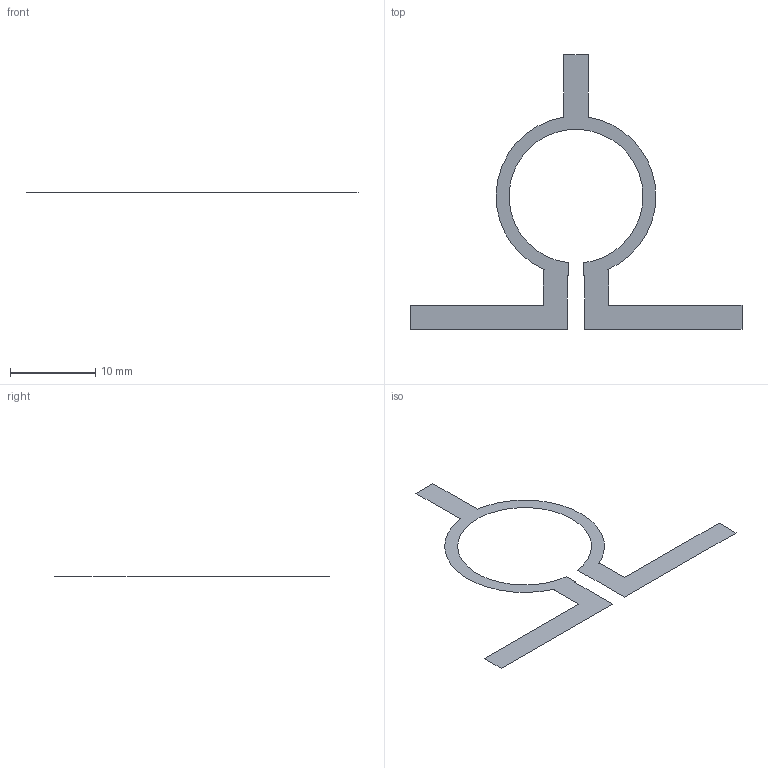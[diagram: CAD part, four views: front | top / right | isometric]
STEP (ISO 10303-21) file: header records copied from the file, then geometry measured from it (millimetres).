
FILE_DESCRIPTION(('FreeCAD Model'),'2;1');
FILE_NAME('Open CASCADE Shape Model','2025-05-09T14:58:23',(''),(''), 'Open CASCADE STEP processor 7.6','FreeCAD','Unknown');
FILE_SCHEMA(('AUTOMOTIVE_DESIGN { 1 0 10303 214 1 1 1 1 }'));
Length unit declared in the file: millimetre
Products named in the file (1): whole_wilkinson_trace
Bounding box: 38.98 x 32.25 x 0 mm (x, y, z)
Surface area: 225.7 mm2 (no closed solid volume)
Topology: 0 solids, 1 shells, 1 faces, 24 edges, 24 vertices
Faces by surface type: plane 1
Entity records: 237 total; most frequent: CARTESIAN_POINT 50, DIRECTION 35, ORIENTED_EDGE 24, EDGE_CURVE 24, VERTEX_POINT 24, LINE 17, VECTOR 17, AXIS2_PLACEMENT_3D 9
